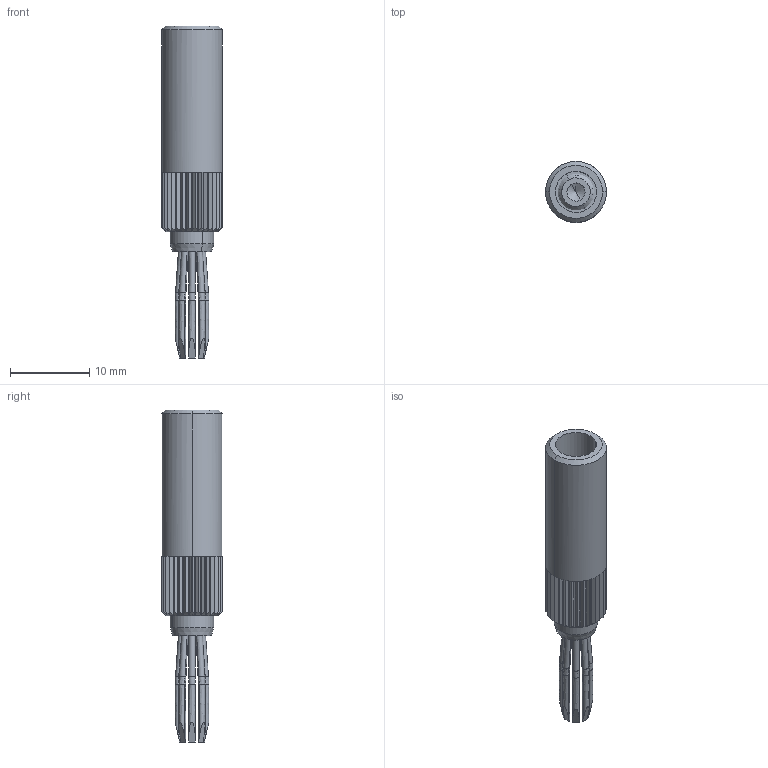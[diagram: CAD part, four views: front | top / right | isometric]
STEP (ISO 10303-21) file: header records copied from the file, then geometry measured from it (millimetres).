
FILE_DESCRIPTION(('CATIA V5R22 STEP214','CAx-IF Rec.Pracs.--- Model Styling and Organization---1.4--- 2014-01-23'),'2;1');
FILE_NAME ('001738-2_0', '2021-06-22T06:11:36+00:00', ('Weidmueller Interface'), ('Weidmueller'), 'CATIA Version 5-6 Release 2016 SP3 HF44', 'CATIA V5 STEP AP214', 'none');
FILE_SCHEMA(('AUTOMOTIVE_DESIGN { 1 0 10303 214 1 1 1 1 }'));
Length unit declared in the file: millimetre
Products named in the file (1): 0299600000
Bounding box: 7.7 x 7.7 x 42 mm (x, y, z)
Volume: 916.5 mm3; surface area: 1706.1 mm2
Topology: 2 solids, 2 shells, 221 faces, 580 edges, 371 vertices
Faces by surface type: plane 117, cylinder 46, extrusion 32, revolution 16, cone 10
Entity records: 7281 total; most frequent: CARTESIAN_POINT 2257, ORIENTED_EDGE 1156, DIRECTION 754, EDGE_CURVE 578, VERTEX_POINT 371, AXIS2_PLACEMENT_3D 324, VECTOR 288, LINE 256
